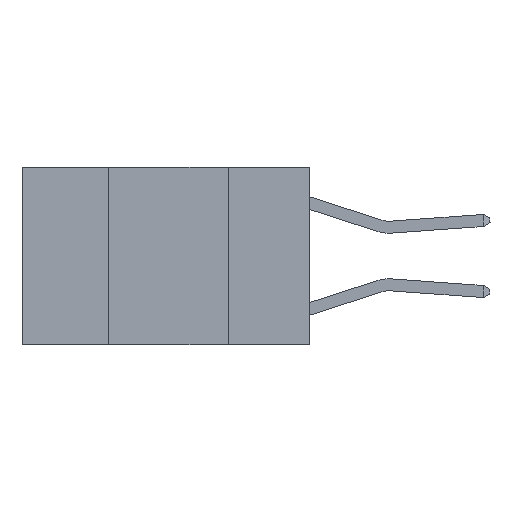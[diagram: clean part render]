
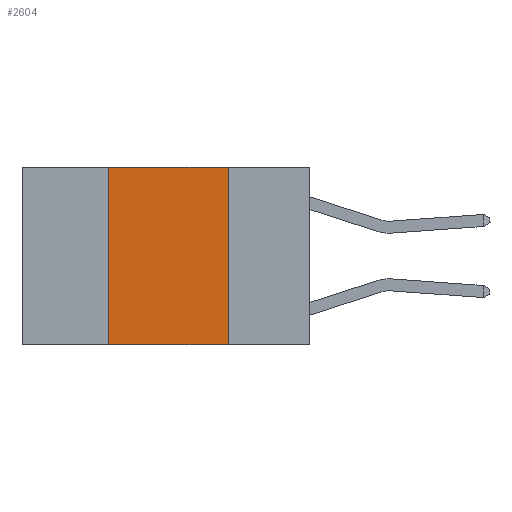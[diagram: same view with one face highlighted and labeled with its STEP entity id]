
A CAD part, left-side view. The second image highlights one B-rep face of the part: STEP entity #2604.
In plain terms, the highlighted planar face has unit normal (-1, 0, 0).
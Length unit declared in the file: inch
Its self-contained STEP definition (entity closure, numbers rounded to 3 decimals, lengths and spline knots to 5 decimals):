
#299 = ORIENTED_EDGE ( 'NONE', *, *, #11164, .F. ) ;
#1632 = FACE_OUTER_BOUND ( 'NONE', #4612, .T. ) ;
#2604 = ADVANCED_FACE ( 'NONE', ( #1632 ), #12036, .F. ) ;
#2715 = CARTESIAN_POINT ( 'NONE',  ( 0., 0.6, 0. ) ) ;
#2814 = CARTESIAN_POINT ( 'NONE',  ( 0., 0.42, 0. ) ) ;
#3288 = AXIS2_PLACEMENT_3D ( 'NONE', #16063, #3793, #13396 ) ;
#3591 = LINE ( 'NONE', #2814, #17244 ) ;
#3793 = DIRECTION ( 'NONE',  ( 1., 0., 0. ) ) ;
#4242 = ORIENTED_EDGE ( 'NONE', *, *, #16925, .F. ) ;
#4612 = EDGE_LOOP ( 'NONE', ( #4242, #16019, #299, #8365 ) ) ;
#4799 = CARTESIAN_POINT ( 'NONE',  ( 0., 0.17, 0. ) ) ;
#7333 = LINE ( 'NONE', #4799, #13678 ) ;
#7384 = LINE ( 'NONE', #14656, #13326 ) ;
#8365 = ORIENTED_EDGE ( 'NONE', *, *, #14682, .T. ) ;
#9691 = DIRECTION ( 'NONE',  ( 0., -1., 0. ) ) ;
#10873 = CARTESIAN_POINT ( 'NONE',  ( 0., 0.42, 0. ) ) ;
#11164 = EDGE_CURVE ( 'NONE', #14207, #11825, #3591, .T. ) ;
#11348 = LINE ( 'NONE', #2715, #14944 ) ;
#11825 = VERTEX_POINT ( 'NONE', #10873 ) ;
#11910 = EDGE_CURVE ( 'NONE', #11825, #15474, #11348, .T. ) ;
#11920 = CARTESIAN_POINT ( 'NONE',  ( 0., 0.17, 0. ) ) ;
#12036 = PLANE ( 'NONE',  #3288 ) ;
#12546 = CARTESIAN_POINT ( 'NONE',  ( 0., 0.42, -0.37 ) ) ;
#13326 = VECTOR ( 'NONE', #16031, 39.37008 ) ;
#13396 = DIRECTION ( 'NONE',  ( 0., 0., -1. ) ) ;
#13678 = VECTOR ( 'NONE', #15691, 39.37008 ) ;
#14207 = VERTEX_POINT ( 'NONE', #12546 ) ;
#14656 = CARTESIAN_POINT ( 'NONE',  ( 0., 0.6, -0.37 ) ) ;
#14682 = EDGE_CURVE ( 'NONE', #14207, #15809, #7384, .T. ) ;
#14944 = VECTOR ( 'NONE', #9691, 39.37008 ) ;
#15220 = DIRECTION ( 'NONE',  ( 0., 0., 1. ) ) ;
#15474 = VERTEX_POINT ( 'NONE', #11920 ) ;
#15691 = DIRECTION ( 'NONE',  ( 0., 0., -1. ) ) ;
#15809 = VERTEX_POINT ( 'NONE', #16464 ) ;
#16019 = ORIENTED_EDGE ( 'NONE', *, *, #11910, .F. ) ;
#16031 = DIRECTION ( 'NONE',  ( 0., -1., 0. ) ) ;
#16063 = CARTESIAN_POINT ( 'NONE',  ( 0., 0.6, 0. ) ) ;
#16464 = CARTESIAN_POINT ( 'NONE',  ( 0., 0.17, -0.37 ) ) ;
#16925 = EDGE_CURVE ( 'NONE', #15474, #15809, #7333, .T. ) ;
#17244 = VECTOR ( 'NONE', #15220, 39.37008 ) ;
